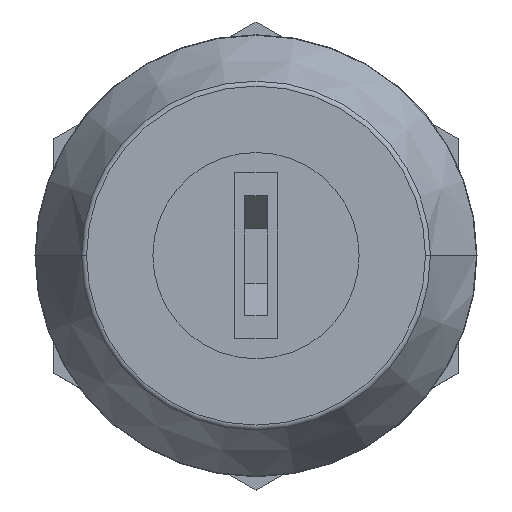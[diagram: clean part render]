
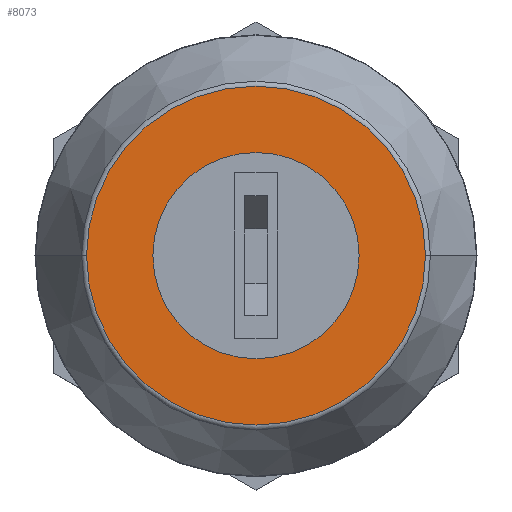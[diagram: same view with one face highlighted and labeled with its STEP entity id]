
A CAD part, top view. The second image highlights one B-rep face of the part: STEP entity #8073.
In plain terms, the highlighted planar face has unit normal (0, 0, 1).
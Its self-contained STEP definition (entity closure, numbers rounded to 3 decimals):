
#280 = CARTESIAN_POINT ( 'NONE',  ( 5.6, 0., 0. ) ) ;
#732 = EDGE_LOOP ( 'NONE', ( #9091, #876 ) ) ;
#756 = EDGE_CURVE ( 'NONE', #2031, #5377, #1738, .T. ) ;
#876 = ORIENTED_EDGE ( 'NONE', *, *, #8902, .F. ) ;
#991 = CARTESIAN_POINT ( 'NONE',  ( 9.2, 0., 0. ) ) ;
#1226 = AXIS2_PLACEMENT_3D ( 'NONE', #4504, #5913, #3788 ) ;
#1460 = AXIS2_PLACEMENT_3D ( 'NONE', #6313, #4929, #8362 ) ;
#1534 = AXIS2_PLACEMENT_3D ( 'NONE', #8117, #3108, #5291 ) ;
#1676 = AXIS2_PLACEMENT_3D ( 'NONE', #8819, #2481, #5951 ) ;
#1738 = CIRCLE ( 'NONE', #1534, 9.2 ) ;
#1765 = VERTEX_POINT ( 'NONE', #2097 ) ;
#2031 = VERTEX_POINT ( 'NONE', #991 ) ;
#2097 = CARTESIAN_POINT ( 'NONE',  ( -5.6, 0., 0. ) ) ;
#2481 = DIRECTION ( 'NONE',  ( 0., 0., 1. ) ) ;
#2761 = EDGE_CURVE ( 'NONE', #5377, #2031, #7408, .T. ) ;
#3108 = DIRECTION ( 'NONE',  ( 0., 0., 1. ) ) ;
#3788 = DIRECTION ( 'NONE',  ( 1., 0., 0. ) ) ;
#3832 = AXIS2_PLACEMENT_3D ( 'NONE', #8993, #6172, #6811 ) ;
#4187 = VERTEX_POINT ( 'NONE', #280 ) ;
#4248 = ORIENTED_EDGE ( 'NONE', *, *, #2761, .T. ) ;
#4335 = FACE_OUTER_BOUND ( 'NONE', #4689, .T. ) ;
#4504 = CARTESIAN_POINT ( 'NONE',  ( 0., 0., 0. ) ) ;
#4689 = EDGE_LOOP ( 'NONE', ( #4248, #7218 ) ) ;
#4929 = DIRECTION ( 'NONE',  ( 0., 0., -1. ) ) ;
#5291 = DIRECTION ( 'NONE',  ( -1., 0., 0. ) ) ;
#5377 = VERTEX_POINT ( 'NONE', #8610 ) ;
#5390 = EDGE_CURVE ( 'NONE', #4187, #1765, #7041, .T. ) ;
#5706 = PLANE ( 'NONE',  #1460 ) ;
#5913 = DIRECTION ( 'NONE',  ( 0., 0., 1. ) ) ;
#5951 = DIRECTION ( 'NONE',  ( 1., 0., 0. ) ) ;
#6172 = DIRECTION ( 'NONE',  ( 0., 0., 1. ) ) ;
#6313 = CARTESIAN_POINT ( 'NONE',  ( 0., 5.6, 0. ) ) ;
#6811 = DIRECTION ( 'NONE',  ( -1., 0., 0. ) ) ;
#6978 = FACE_BOUND ( 'NONE', #732, .T. ) ;
#7041 = CIRCLE ( 'NONE', #1676, 5.6 ) ;
#7218 = ORIENTED_EDGE ( 'NONE', *, *, #756, .T. ) ;
#7408 = CIRCLE ( 'NONE', #3832, 9.2 ) ;
#8069 = CIRCLE ( 'NONE', #1226, 5.6 ) ;
#8073 = ADVANCED_FACE ( 'NONE', ( #4335, #6978 ), #5706, .F. ) ;
#8117 = CARTESIAN_POINT ( 'NONE',  ( 0., 0., 0. ) ) ;
#8362 = DIRECTION ( 'NONE',  ( -1., 0., 0. ) ) ;
#8610 = CARTESIAN_POINT ( 'NONE',  ( -9.2, 0., 0. ) ) ;
#8819 = CARTESIAN_POINT ( 'NONE',  ( 0., 0., 0. ) ) ;
#8902 = EDGE_CURVE ( 'NONE', #1765, #4187, #8069, .T. ) ;
#8993 = CARTESIAN_POINT ( 'NONE',  ( 0., 0., 0. ) ) ;
#9091 = ORIENTED_EDGE ( 'NONE', *, *, #5390, .F. ) ;
